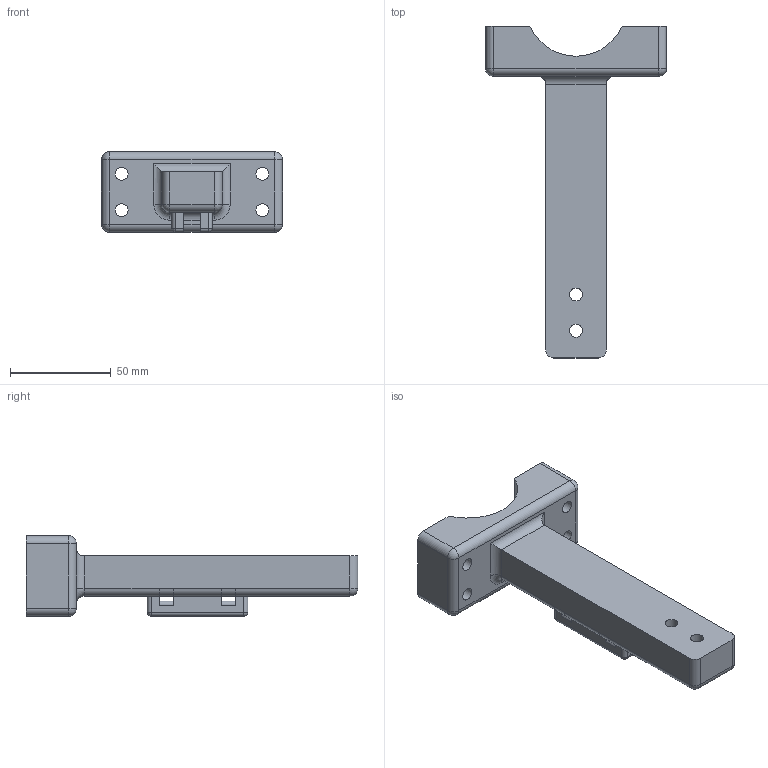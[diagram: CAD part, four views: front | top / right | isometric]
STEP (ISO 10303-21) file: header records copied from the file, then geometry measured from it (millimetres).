
FILE_DESCRIPTION(('FreeCAD Model'),'2;1');
FILE_NAME('Drzak.step', '2021-03-01T10:36:33',('Author'),(''), 'Open CASCADE STEP processor 7.3','FreeCAD','Unknown');
FILE_SCHEMA(('AUTOMOTIVE_DESIGN { 1 0 10303 214 1 1 1 1 }'));
Length unit declared in the file: millimetre
Products named in the file (1): Drzak
Bounding box: 90 x 165 x 40 mm (x, y, z)
Volume: 153079.8 mm3; surface area: 30615.3 mm2
Topology: 1 solids, 1 shells, 100 faces, 261 edges, 146 vertices
Faces by surface type: plane 46, cylinder 42, sphere 10, torus 2
Full cylindrical faces by diameter (mm): 6.4 x6
Entity records: 6325 total; most frequent: CARTESIAN_POINT 1140, DIRECTION 1013, LINE 631, VECTOR 631, ORIENTED_EDGE 502, PCURVE 502, DEFINITIONAL_REPRESENTATION 502, EDGE_CURVE 251
